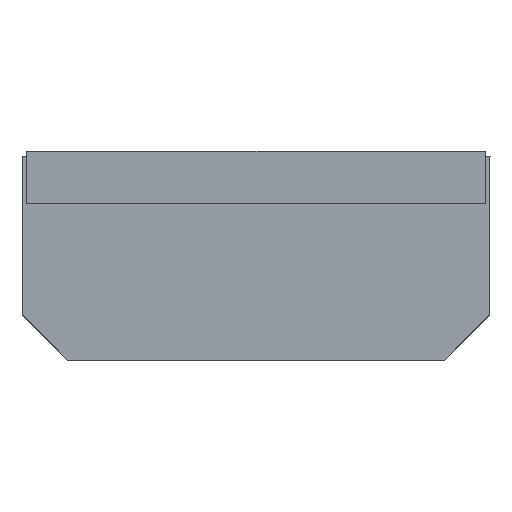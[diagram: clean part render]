
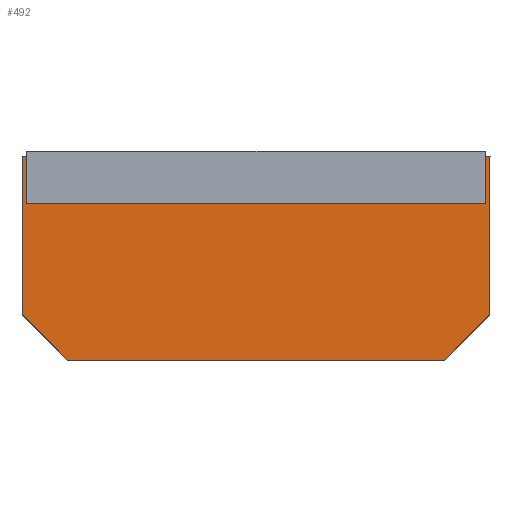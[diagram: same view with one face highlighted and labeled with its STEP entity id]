
A CAD part, top view. The second image highlights one B-rep face of the part: STEP entity #492.
In plain terms, the highlighted planar face has unit normal (0, 0, 1).
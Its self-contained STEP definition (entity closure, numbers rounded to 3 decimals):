
#492=ADVANCED_FACE('',(#498),#493,.F.);
#493=PLANE('',#494);
#494=AXIS2_PLACEMENT_3D('',#495,#496,#497);
#495=CARTESIAN_POINT('Origin',(7.811,2.248,8.961));
#496=DIRECTION('center_axis',(0.0,0.0,-1.0));
#497=DIRECTION('ref_axis',(0.,1.,0.));
#498=FACE_OUTER_BOUND('',#499,.T.);
#499=EDGE_LOOP('',(#500,#510,#520,#530,#540,#550));
#500=ORIENTED_EDGE('',*,*,#501,.F.);
#501=EDGE_CURVE('',#502,#504,#506,.T.);
#502=VERTEX_POINT('',#503);
#503=CARTESIAN_POINT('',(-2.73,2.248,8.961));
#504=VERTEX_POINT('',#505);
#505=CARTESIAN_POINT('',(7.811,2.248,8.961));
#506=LINE('',#507,#508);
#507=CARTESIAN_POINT('',(-2.73,2.248,8.961));
#508=VECTOR('',#509,10.541);
#509=DIRECTION('',(1.0,0.0,0.0));
#510=ORIENTED_EDGE('',*,*,#511,.F.);
#511=EDGE_CURVE('',#512,#514,#516,.T.);
#512=VERTEX_POINT('',#513);
#513=CARTESIAN_POINT('',(-2.731,-1.316,8.961));
#514=VERTEX_POINT('',#503);
#516=LINE('',#517,#518);
#517=CARTESIAN_POINT('',(-2.731,-1.316,8.961));
#518=VECTOR('',#519,3.564);
#519=DIRECTION('',(0.0,1.0,0.0));
#520=ORIENTED_EDGE('',*,*,#521,.F.);
#521=EDGE_CURVE('',#522,#524,#526,.T.);
#522=VERTEX_POINT('',#523);
#523=CARTESIAN_POINT('',(-1.697,-2.349,8.961));
#524=VERTEX_POINT('',#513);
#526=LINE('',#527,#528);
#527=CARTESIAN_POINT('',(-1.697,-2.349,8.961));
#528=VECTOR('',#529,1.462);
#529=DIRECTION('',(-0.707,0.707,0.0));
#530=ORIENTED_EDGE('',*,*,#531,.F.);
#531=EDGE_CURVE('',#532,#534,#536,.T.);
#532=VERTEX_POINT('',#533);
#533=CARTESIAN_POINT('',(6.777,-2.35,8.961));
#534=VERTEX_POINT('',#523);
#536=LINE('',#537,#538);
#537=CARTESIAN_POINT('',(6.777,-2.35,8.961));
#538=VECTOR('',#539,8.473);
#539=DIRECTION('',(-1.0,0.0,0.0));
#540=ORIENTED_EDGE('',*,*,#541,.F.);
#541=EDGE_CURVE('',#542,#544,#546,.T.);
#542=VERTEX_POINT('',#543);
#543=CARTESIAN_POINT('',(7.81,-1.316,8.961));
#544=VERTEX_POINT('',#533);
#546=LINE('',#547,#548);
#547=CARTESIAN_POINT('',(7.81,-1.316,8.961));
#548=VECTOR('',#549,1.462);
#549=DIRECTION('',(-0.707,-0.707,0.0));
#550=ORIENTED_EDGE('',*,*,#551,.F.);
#551=EDGE_CURVE('',#552,#554,#556,.T.);
#552=VERTEX_POINT('',#505);
#554=VERTEX_POINT('',#543);
#556=LINE('',#557,#558);
#557=CARTESIAN_POINT('',(7.811,2.248,8.961));
#558=VECTOR('',#559,3.564);
#559=DIRECTION('',(0.0,-1.0,0.0));
